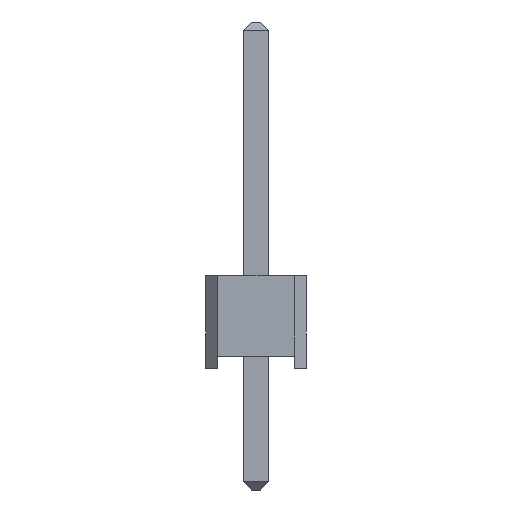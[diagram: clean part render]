
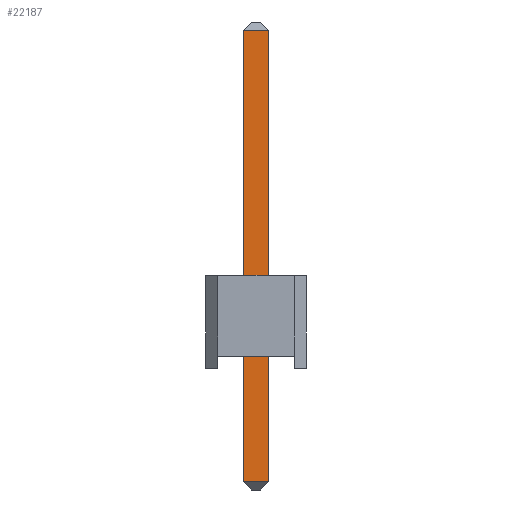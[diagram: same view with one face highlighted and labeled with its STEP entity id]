
A CAD part, left-side view. The second image highlights one B-rep face of the part: STEP entity #22187.
In plain terms, the highlighted planar face has unit normal (-1, 0, 0).
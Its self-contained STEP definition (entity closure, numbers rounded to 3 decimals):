
#21834 = PLANE('',#21835);
#21835 = AXIS2_PLACEMENT_3D('',#21836,#21837,#21838);
#21836 = CARTESIAN_POINT('',(-0.32,0.32,-3.));
#21837 = DIRECTION('',(-0.,1.,0.));
#21838 = DIRECTION('',(0.,0.,1.));
#21859 = VERTEX_POINT('',#21860);
#21860 = CARTESIAN_POINT('',(-0.32,0.32,-2.8));
#21886 = EDGE_CURVE('',#21859,#21887,#21889,.T.);
#21887 = VERTEX_POINT('',#21888);
#21888 = CARTESIAN_POINT('',(-0.32,0.32,8.34));
#21889 = SURFACE_CURVE('',#21890,(#21894,#21901),.PCURVE_S1.);
#21890 = LINE('',#21891,#21892);
#21891 = CARTESIAN_POINT('',(-0.32,0.32,-3.));
#21892 = VECTOR('',#21893,1.);
#21893 = DIRECTION('',(0.,-0.,1.));
#21894 = PCURVE('',#21834,#21895);
#21895 = DEFINITIONAL_REPRESENTATION('',(#21896),#21900);
#21896 = LINE('',#21897,#21898);
#21897 = CARTESIAN_POINT('',(0.,0.));
#21898 = VECTOR('',#21899,1.);
#21899 = DIRECTION('',(1.,0.));
#21900 = ( GEOMETRIC_REPRESENTATION_CONTEXT(2) 
PARAMETRIC_REPRESENTATION_CONTEXT() REPRESENTATION_CONTEXT('2D SPACE',''
  ) );
#21901 = PCURVE('',#21902,#21907);
#21902 = PLANE('',#21903);
#21903 = AXIS2_PLACEMENT_3D('',#21904,#21905,#21906);
#21904 = CARTESIAN_POINT('',(-0.32,-0.32,-3.));
#21905 = DIRECTION('',(-1.,0.,0.));
#21906 = DIRECTION('',(0.,0.,1.));
#21907 = DEFINITIONAL_REPRESENTATION('',(#21908),#21912);
#21908 = LINE('',#21909,#21910);
#21909 = CARTESIAN_POINT('',(0.,0.64));
#21910 = VECTOR('',#21911,1.);
#21911 = DIRECTION('',(1.,0.));
#21912 = ( GEOMETRIC_REPRESENTATION_CONTEXT(2) 
PARAMETRIC_REPRESENTATION_CONTEXT() REPRESENTATION_CONTEXT('2D SPACE',''
  ) );
#22014 = PLANE('',#22015);
#22015 = AXIS2_PLACEMENT_3D('',#22016,#22017,#22018);
#22016 = CARTESIAN_POINT('',(-0.22,-0.32,-2.9));
#22017 = DIRECTION('',(0.707,0.,0.707));
#22018 = DIRECTION('',(0.707,0.,-0.707));
#22047 = PLANE('',#22048);
#22048 = AXIS2_PLACEMENT_3D('',#22049,#22050,#22051);
#22049 = CARTESIAN_POINT('',(0.32,-0.32,-3.));
#22050 = DIRECTION('',(0.,-1.,0.));
#22051 = DIRECTION('',(0.,-0.,-1.));
#22127 = PLANE('',#22128);
#22128 = AXIS2_PLACEMENT_3D('',#22129,#22130,#22131);
#22129 = CARTESIAN_POINT('',(-0.22,-0.32,8.44));
#22130 = DIRECTION('',(-0.707,0.,0.707));
#22131 = DIRECTION('',(0.707,0.,0.707));
#22187 = ADVANCED_FACE('',(#22188),#21902,.T.);
#22188 = FACE_BOUND('',#22189,.T.);
#22189 = EDGE_LOOP('',(#22190,#22191,#22214,#22237));
#22190 = ORIENTED_EDGE('',*,*,#21886,.F.);
#22191 = ORIENTED_EDGE('',*,*,#22192,.T.);
#22192 = EDGE_CURVE('',#21859,#22193,#22195,.T.);
#22193 = VERTEX_POINT('',#22194);
#22194 = CARTESIAN_POINT('',(-0.32,-0.32,-2.8));
#22195 = SURFACE_CURVE('',#22196,(#22200,#22207),.PCURVE_S1.);
#22196 = LINE('',#22197,#22198);
#22197 = CARTESIAN_POINT('',(-0.32,-0.32,-2.8));
#22198 = VECTOR('',#22199,1.);
#22199 = DIRECTION('',(-0.,-1.,0.));
#22200 = PCURVE('',#21902,#22201);
#22201 = DEFINITIONAL_REPRESENTATION('',(#22202),#22206);
#22202 = LINE('',#22203,#22204);
#22203 = CARTESIAN_POINT('',(0.2,0.));
#22204 = VECTOR('',#22205,1.);
#22205 = DIRECTION('',(0.,-1.));
#22206 = ( GEOMETRIC_REPRESENTATION_CONTEXT(2) 
PARAMETRIC_REPRESENTATION_CONTEXT() REPRESENTATION_CONTEXT('2D SPACE',''
  ) );
#22207 = PCURVE('',#22014,#22208);
#22208 = DEFINITIONAL_REPRESENTATION('',(#22209),#22213);
#22209 = LINE('',#22210,#22211);
#22210 = CARTESIAN_POINT('',(-0.141,0.));
#22211 = VECTOR('',#22212,1.);
#22212 = DIRECTION('',(-0.,-1.));
#22213 = ( GEOMETRIC_REPRESENTATION_CONTEXT(2) 
PARAMETRIC_REPRESENTATION_CONTEXT() REPRESENTATION_CONTEXT('2D SPACE',''
  ) );
#22214 = ORIENTED_EDGE('',*,*,#22215,.T.);
#22215 = EDGE_CURVE('',#22193,#22216,#22218,.T.);
#22216 = VERTEX_POINT('',#22217);
#22217 = CARTESIAN_POINT('',(-0.32,-0.32,8.34));
#22218 = SURFACE_CURVE('',#22219,(#22223,#22230),.PCURVE_S1.);
#22219 = LINE('',#22220,#22221);
#22220 = CARTESIAN_POINT('',(-0.32,-0.32,-3.));
#22221 = VECTOR('',#22222,1.);
#22222 = DIRECTION('',(0.,0.,1.));
#22223 = PCURVE('',#21902,#22224);
#22224 = DEFINITIONAL_REPRESENTATION('',(#22225),#22229);
#22225 = LINE('',#22226,#22227);
#22226 = CARTESIAN_POINT('',(0.,0.));
#22227 = VECTOR('',#22228,1.);
#22228 = DIRECTION('',(1.,0.));
#22229 = ( GEOMETRIC_REPRESENTATION_CONTEXT(2) 
PARAMETRIC_REPRESENTATION_CONTEXT() REPRESENTATION_CONTEXT('2D SPACE',''
  ) );
#22230 = PCURVE('',#22047,#22231);
#22231 = DEFINITIONAL_REPRESENTATION('',(#22232),#22236);
#22232 = LINE('',#22233,#22234);
#22233 = CARTESIAN_POINT('',(-0.,-0.64));
#22234 = VECTOR('',#22235,1.);
#22235 = DIRECTION('',(-1.,0.));
#22236 = ( GEOMETRIC_REPRESENTATION_CONTEXT(2) 
PARAMETRIC_REPRESENTATION_CONTEXT() REPRESENTATION_CONTEXT('2D SPACE',''
  ) );
#22237 = ORIENTED_EDGE('',*,*,#22238,.T.);
#22238 = EDGE_CURVE('',#22216,#21887,#22239,.T.);
#22239 = SURFACE_CURVE('',#22240,(#22244,#22251),.PCURVE_S1.);
#22240 = LINE('',#22241,#22242);
#22241 = CARTESIAN_POINT('',(-0.32,-0.32,8.34));
#22242 = VECTOR('',#22243,1.);
#22243 = DIRECTION('',(0.,1.,-0.));
#22244 = PCURVE('',#21902,#22245);
#22245 = DEFINITIONAL_REPRESENTATION('',(#22246),#22250);
#22246 = LINE('',#22247,#22248);
#22247 = CARTESIAN_POINT('',(11.34,0.));
#22248 = VECTOR('',#22249,1.);
#22249 = DIRECTION('',(0.,1.));
#22250 = ( GEOMETRIC_REPRESENTATION_CONTEXT(2) 
PARAMETRIC_REPRESENTATION_CONTEXT() REPRESENTATION_CONTEXT('2D SPACE',''
  ) );
#22251 = PCURVE('',#22127,#22252);
#22252 = DEFINITIONAL_REPRESENTATION('',(#22253),#22257);
#22253 = LINE('',#22254,#22255);
#22254 = CARTESIAN_POINT('',(-0.141,0.));
#22255 = VECTOR('',#22256,1.);
#22256 = DIRECTION('',(0.,1.));
#22257 = ( GEOMETRIC_REPRESENTATION_CONTEXT(2) 
PARAMETRIC_REPRESENTATION_CONTEXT() REPRESENTATION_CONTEXT('2D SPACE',''
  ) );
